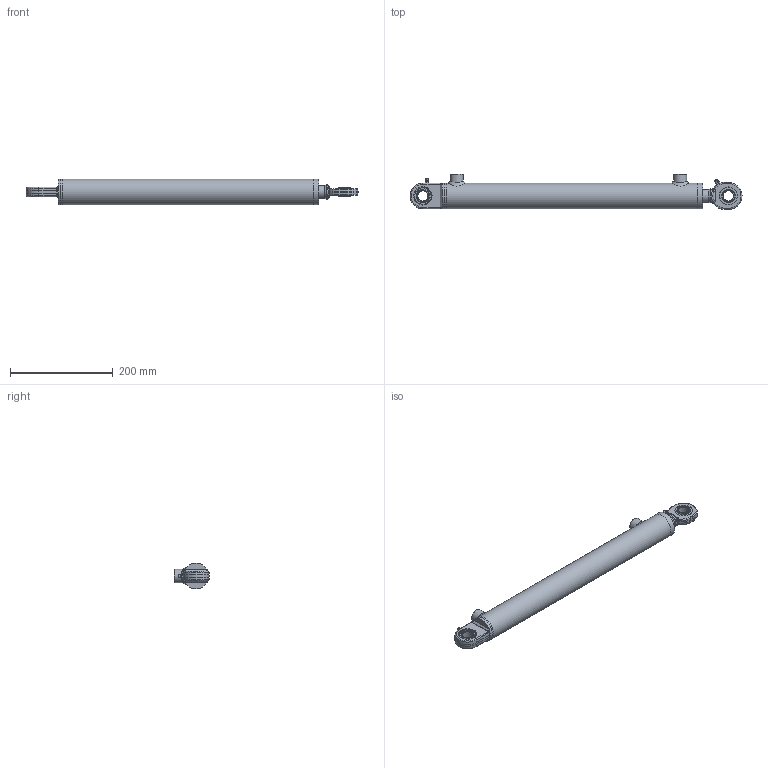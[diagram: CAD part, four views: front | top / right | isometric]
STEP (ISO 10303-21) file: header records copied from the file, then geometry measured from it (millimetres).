
FILE_DESCRIPTION(/* description */ (''),/* implementation_level */ '2;1');
FILE_NAME(/* name */ 'CY0400250400I20I20-1.stp',/* time_stamp */ '2022-07-14T12:45:45+02:00',/* author */ ('msn'),/* organization */ (''),/* preprocessor_version */ 'ST-DEVELOPER v19.2',/* originating_system */ 'Autodesk Inventor 2023',/* authorisation */ '');
FILE_SCHEMA (('AUTOMOTIVE_DESIGN { 1 0 10303 214 3 1 1 }'));
Length unit declared in the file: millimetre
Products named in the file (16): CY0400250400I20I20-1; CY0400250400I20I20-1_1; endplug; indskruning; rør; stok; bøsning; 72010006; 72020004; 50020004; 90020003; GE20ES; GE20ES - CORPO; GE20ES - ROTULA; Ingrassatore diritto UNI 7663-A M6; sb_35_unstressed
Assembly tree (17 placements, depth 4):
  CY0400250400I20I20-1
    CY0400250400I20I20-1_1
    bøsning  x2
    endplug
    indskruning
    rør
    stok
    72010006
    72020004
      50020004
        90020003
      GE20ES
        GE20ES - CORPO
        GE20ES - ROTULA
      Ingrassatore diritto UNI 7663-A M6
      sb_35_unstressed  x2
Bounding box: 647.59 x 68.32 x 50 mm (x, y, z)
Volume: 717153 mm3; surface area: 235054.2 mm2
Topology: 23 solids, 23 shells, 593 faces, 1474 edges, 933 vertices
Faces by surface type: plane 291, cylinder 122, bspline 74, cone 56, torus 36, sphere 14
Full cylindrical faces by diameter (mm): 2 x6, 3 x2, 4 x1, 4.917 x2, 6 x4, 16 x2, 20 x2, 25 x2, 26 x4, 27.5 x1, 33.9 x2, 35 x8, 36 x2, 40 x1, 50 x4
Entity records: 20531 total; most frequent: CARTESIAN_POINT 6307, ORIENTED_EDGE 2874, DIRECTION 2762, EDGE_CURVE 1437, AXIS2_PLACEMENT_3D 979, VERTEX_POINT 920, LINE 804, VECTOR 804
